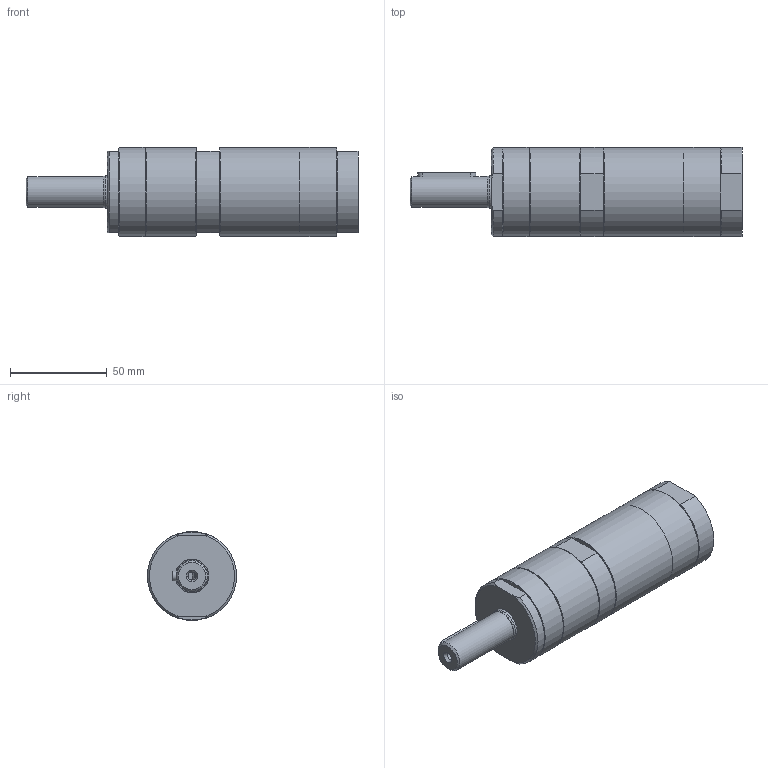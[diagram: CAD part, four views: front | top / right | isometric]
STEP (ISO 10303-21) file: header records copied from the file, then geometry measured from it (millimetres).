
FILE_DESCRIPTION(/* description */ (''),/* implementation_level */ '2;1');
FILE_NAME(/* name */ 'MUD 53-1000_60025277.stp',/* time_stamp */ '2018-11-29T16:34:08+01:00',/* author */ ('flambert'),/* organization */ (''),/* preprocessor_version */ 'ST-DEVELOPER v17',/* originating_system */ 'Autodesk Inventor 2018',/* authorisation */ '');
FILE_SCHEMA (('AUTOMOTIVE_DESIGN { 1 0 10303 214 3 1 1 }'));
Length unit declared in the file: millimetre
Products named in the file (1): MUD 53-1000_60025277
Bounding box: 171.5 x 46 x 46 mm (x, y, z)
Volume: 218042.7 mm3; surface area: 28213 mm2
Topology: 1 solids, 4 shells, 161 faces, 417 edges, 278 vertices
Faces by surface type: plane 96, cylinder 31, cone 25, bspline 7, torus 2
Full cylindrical faces by diameter (mm): 4.134 x1, 11.445 x2, 16 x1, 16.95 x1, 17.5 x1, 18.631 x1, 19.564 x1, 21.5 x1, 23 x1, 40 x1, 41.327 x1, 46 x4
Entity records: 5235 total; most frequent: CARTESIAN_POINT 1021, ORIENTED_EDGE 832, DIRECTION 829, EDGE_CURVE 416, AXIS2_PLACEMENT_3D 294, VERTEX_POINT 278, LINE 241, VECTOR 241
